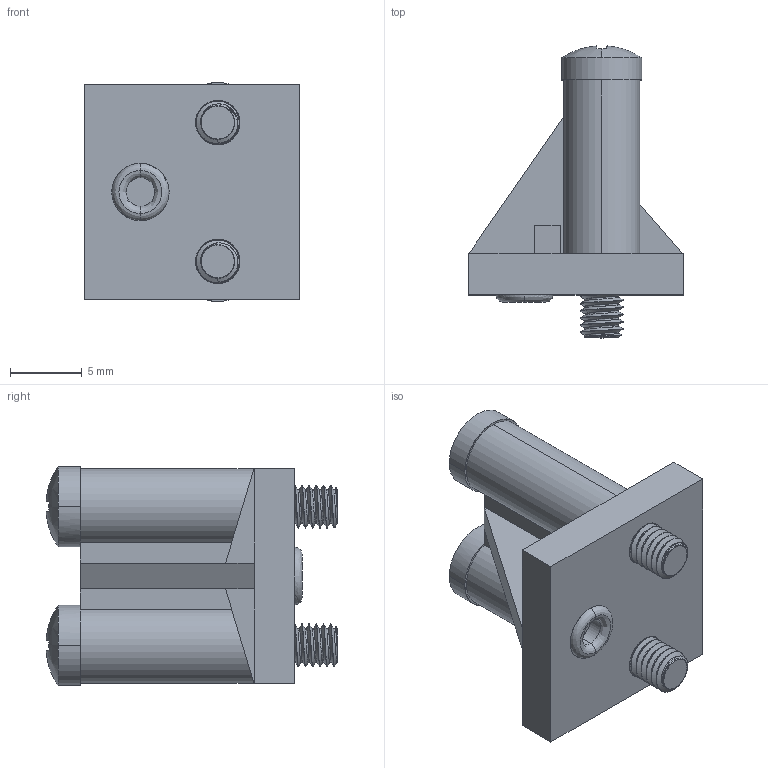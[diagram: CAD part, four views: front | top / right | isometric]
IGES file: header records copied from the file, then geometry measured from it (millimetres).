
Start section: SolidWorks IGES file using analytic representation for surfaces
Global section: file name: E-V15-NG-MM-0.IGS; native system: SolidWorks 2017; preprocessor: SolidWorks 2017; author: WTsang; date: 180212.140415; units: millimetre
Bounding box: 15 x 20.37 x 15.3 mm (x, y, z)
Surface area: 2026.7 mm2 (no closed solid volume)
Topology: 0 solids, 0 shells, 141 faces, 1918 edges, 1916 vertices
Faces by surface type: bspline 82, revolution 59
